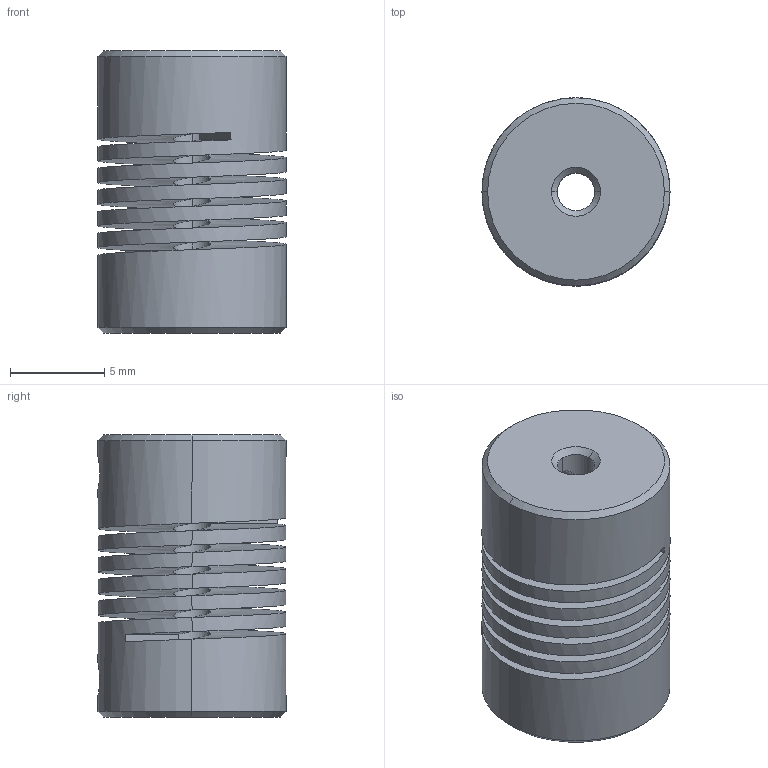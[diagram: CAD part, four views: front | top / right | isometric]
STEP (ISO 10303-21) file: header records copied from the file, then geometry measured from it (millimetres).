
FILE_DESCRIPTION(('STEP AP214'),'1');
FILE_NAME('wkas10150202.stp','2017-10-10T16:05:16',('TraceParts'),('TraceParts S.A.'),'Spatial InterOp 3D',' ',' ');
FILE_SCHEMA(('automotive_design'));
Length unit declared in the file: millimetre
Products named in the file (1): wkas10150202
Bounding box: 10 x 10 x 15 mm (x, y, z)
Volume: 956 mm3; surface area: 1472.7 mm2
Topology: 1 solids, 1 shells, 92 faces, 278 edges, 182 vertices
Faces by surface type: cylinder 32, plane 28, cone 24, bspline 8
Entity records: 24302 total; most frequent: CARTESIAN_POINT 21974, ORIENTED_EDGE 540, DIRECTION 408, EDGE_CURVE 270, VERTEX_POINT 182, AXIS2_PLACEMENT_3D 149, LINE 110, VECTOR 110
